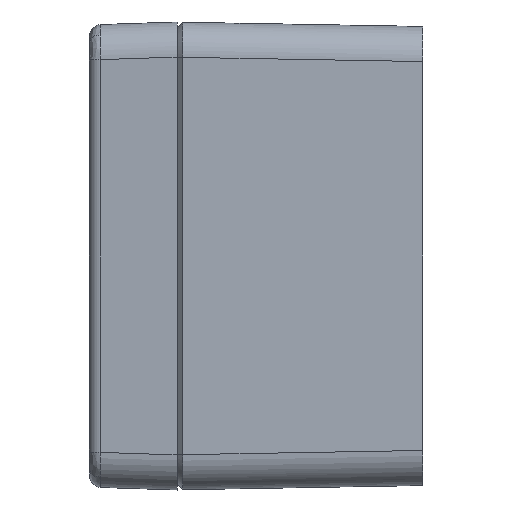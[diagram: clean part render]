
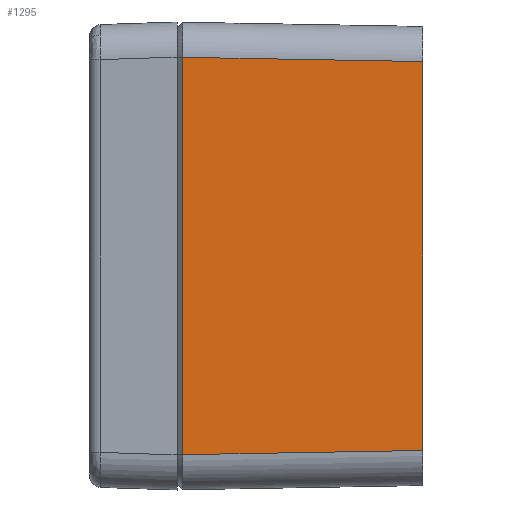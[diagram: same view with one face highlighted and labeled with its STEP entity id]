
A CAD part, left-side view. The second image highlights one B-rep face of the part: STEP entity #1295.
In plain terms, the highlighted planar face has unit normal (-1, -0.018, 0).
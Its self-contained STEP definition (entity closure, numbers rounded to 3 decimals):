
#1295 = ADVANCED_FACE ( 'NONE', ( #6905 ), #11714, .T. ) ;
#2109 = AXIS2_PLACEMENT_3D ( 'NONE', #11715, #11716, #11717 ) ;
#3808 = EDGE_CURVE ( 'NONE', #40753, #40867, #18709, .T. ) ;
#3840 = EDGE_CURVE ( 'NONE', #40872, #40754, #18718, .T. ) ;
#3852 = EDGE_CURVE ( 'NONE', #40867, #40872, #18723, .T. ) ;
#4911 = EDGE_CURVE ( 'NONE', #40754, #40753, #18940, .T. ) ;
#6905 = FACE_OUTER_BOUND ( 'NONE', #46214, .T. ) ;
#11714 = PLANE ( 'NONE',  #2109 ) ;
#11715 = CARTESIAN_POINT ( 'NONE',  ( -87.5, 0., -40. ) ) ;
#11716 = DIRECTION ( 'NONE',  ( -1., -0.017, 0. ) ) ;
#11717 = DIRECTION ( 'NONE',  ( 0.017, -1., 0. ) ) ;
#18709 = LINE ( 'NONE', #26745, #24727 ) ;
#18718 = LINE ( 'NONE', #26802, #24744 ) ;
#18723 = LINE ( 'NONE', #26812, #24750 ) ;
#18940 = LINE ( 'NONE', #29464, #24982 ) ;
#24727 = VECTOR ( 'NONE', #26746, 1000. ) ;
#24744 = VECTOR ( 'NONE', #26803, 1000. ) ;
#24750 = VECTOR ( 'NONE', #26813, 1000. ) ;
#24982 = VECTOR ( 'NONE', #29465, 1000. ) ;
#26745 = CARTESIAN_POINT ( 'NONE',  ( -87.477, -1.291, 33.978 ) ) ;
#26746 = DIRECTION ( 'NONE',  ( -0.017, 1., 0.017 ) ) ;
#26802 = CARTESIAN_POINT ( 'NONE',  ( -87.502, 0.105, -34.003 ) ) ;
#26803 = DIRECTION ( 'NONE',  ( 0.017, -1., 0.017 ) ) ;
#26812 = CARTESIAN_POINT ( 'NONE',  ( -87.457, -2.483, -40. ) ) ;
#26813 = DIRECTION ( 'NONE',  ( 0., 0., -1. ) ) ;
#29464 = CARTESIAN_POINT ( 'NONE',  ( -86.741, -43.5, -40. ) ) ;
#29465 = DIRECTION ( 'NONE',  ( 0., 0., 1. ) ) ;
#40753 = VERTEX_POINT ( 'NONE', #51038 ) ;
#40754 = VERTEX_POINT ( 'NONE', #51039 ) ;
#40867 = VERTEX_POINT ( 'NONE', #51156 ) ;
#40872 = VERTEX_POINT ( 'NONE', #51162 ) ;
#46214 = EDGE_LOOP ( 'NONE', ( #47825, #47826, #47823, #47828 ) ) ;
#47823 = ORIENTED_EDGE ( 'NONE', *, *, #3840, .T. ) ;
#47825 = ORIENTED_EDGE ( 'NONE', *, *, #3808, .T. ) ;
#47826 = ORIENTED_EDGE ( 'NONE', *, *, #3852, .T. ) ;
#47828 = ORIENTED_EDGE ( 'NONE', *, *, #4911, .T. ) ;
#51038 = CARTESIAN_POINT ( 'NONE',  ( -86.741, -43.5, 33.242 ) ) ;
#51039 = CARTESIAN_POINT ( 'NONE',  ( -86.741, -43.5, -33.242 ) ) ;
#51156 = CARTESIAN_POINT ( 'NONE',  ( -87.457, -2.483, 33.958 ) ) ;
#51162 = CARTESIAN_POINT ( 'NONE',  ( -87.457, -2.483, -33.958 ) ) ;
